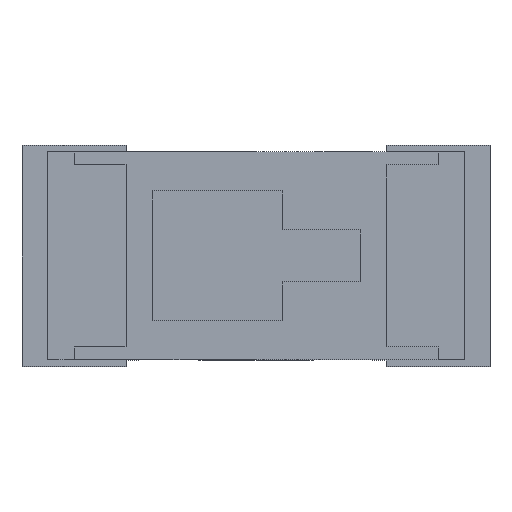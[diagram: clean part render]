
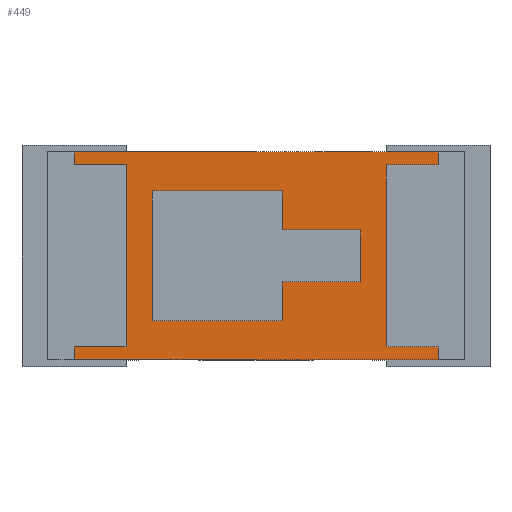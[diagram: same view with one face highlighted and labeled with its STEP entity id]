
A CAD part, top view. The second image highlights one B-rep face of the part: STEP entity #449.
In plain terms, the highlighted planar face has unit normal (0, 0, 1).
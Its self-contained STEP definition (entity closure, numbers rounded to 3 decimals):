
#417=FACE_BOUND('',#635,.T.);
#418=FACE_BOUND('',#636,.T.);
#449=ADVANCED_FACE('',(#417,#418),#514,.F.);
#514=PLANE('',#1694);
#635=EDGE_LOOP('',(#829,#830,#831,#832,#833,#834,#835,#836,#837,#838,#839,
#840));
#636=EDGE_LOOP('',(#841,#842,#843,#844,#845,#846,#847,#848));
#829=ORIENTED_EDGE('',*,*,#1277,.T.);
#830=ORIENTED_EDGE('',*,*,#1276,.T.);
#831=ORIENTED_EDGE('',*,*,#1265,.F.);
#832=ORIENTED_EDGE('',*,*,#1278,.F.);
#833=ORIENTED_EDGE('',*,*,#1279,.F.);
#834=ORIENTED_EDGE('',*,*,#1280,.F.);
#835=ORIENTED_EDGE('',*,*,#1281,.T.);
#836=ORIENTED_EDGE('',*,*,#1282,.T.);
#837=ORIENTED_EDGE('',*,*,#1230,.T.);
#838=ORIENTED_EDGE('',*,*,#1283,.F.);
#839=ORIENTED_EDGE('',*,*,#1284,.F.);
#840=ORIENTED_EDGE('',*,*,#1285,.F.);
#841=ORIENTED_EDGE('',*,*,#1286,.T.);
#842=ORIENTED_EDGE('',*,*,#1287,.T.);
#843=ORIENTED_EDGE('',*,*,#1288,.T.);
#844=ORIENTED_EDGE('',*,*,#1289,.T.);
#845=ORIENTED_EDGE('',*,*,#1290,.T.);
#846=ORIENTED_EDGE('',*,*,#1291,.T.);
#847=ORIENTED_EDGE('',*,*,#1292,.T.);
#848=ORIENTED_EDGE('',*,*,#1293,.T.);
#1105=VERTEX_POINT('',#2162);
#1106=VERTEX_POINT('',#2164);
#1131=VERTEX_POINT('',#2230);
#1132=VERTEX_POINT('',#2232);
#1139=VERTEX_POINT('',#2252);
#1140=VERTEX_POINT('',#2256);
#1141=VERTEX_POINT('',#2258);
#1142=VERTEX_POINT('',#2260);
#1143=VERTEX_POINT('',#2262);
#1144=VERTEX_POINT('',#2264);
#1145=VERTEX_POINT('',#2267);
#1146=VERTEX_POINT('',#2269);
#1147=VERTEX_POINT('',#2272);
#1148=VERTEX_POINT('',#2273);
#1149=VERTEX_POINT('',#2275);
#1150=VERTEX_POINT('',#2277);
#1151=VERTEX_POINT('',#2279);
#1152=VERTEX_POINT('',#2281);
#1153=VERTEX_POINT('',#2283);
#1154=VERTEX_POINT('',#2285);
#1230=EDGE_CURVE('',#1106,#1105,#1406,.T.);
#1265=EDGE_CURVE('',#1131,#1132,#1439,.T.);
#1276=EDGE_CURVE('',#1139,#1132,#1450,.T.);
#1277=EDGE_CURVE('',#1140,#1139,#1451,.T.);
#1278=EDGE_CURVE('',#1141,#1131,#1452,.T.);
#1279=EDGE_CURVE('',#1142,#1141,#1453,.T.);
#1280=EDGE_CURVE('',#1143,#1142,#1454,.T.);
#1281=EDGE_CURVE('',#1143,#1144,#1455,.T.);
#1282=EDGE_CURVE('',#1144,#1106,#1456,.T.);
#1283=EDGE_CURVE('',#1145,#1105,#1457,.T.);
#1284=EDGE_CURVE('',#1146,#1145,#1458,.T.);
#1285=EDGE_CURVE('',#1140,#1146,#1459,.T.);
#1286=EDGE_CURVE('',#1147,#1148,#1460,.T.);
#1287=EDGE_CURVE('',#1148,#1149,#1461,.T.);
#1288=EDGE_CURVE('',#1149,#1150,#1462,.T.);
#1289=EDGE_CURVE('',#1150,#1151,#1463,.T.);
#1290=EDGE_CURVE('',#1151,#1152,#1464,.T.);
#1291=EDGE_CURVE('',#1152,#1153,#1465,.T.);
#1292=EDGE_CURVE('',#1153,#1154,#1466,.T.);
#1293=EDGE_CURVE('',#1154,#1147,#1467,.T.);
#1406=LINE('',#2163,#1558);
#1439=LINE('',#2231,#1591);
#1450=LINE('',#2253,#1602);
#1451=LINE('',#2255,#1603);
#1452=LINE('',#2257,#1604);
#1453=LINE('',#2259,#1605);
#1454=LINE('',#2261,#1606);
#1455=LINE('',#2263,#1607);
#1456=LINE('',#2265,#1608);
#1457=LINE('',#2266,#1609);
#1458=LINE('',#2268,#1610);
#1459=LINE('',#2270,#1611);
#1460=LINE('',#2271,#1612);
#1461=LINE('',#2274,#1613);
#1462=LINE('',#2276,#1614);
#1463=LINE('',#2278,#1615);
#1464=LINE('',#2280,#1616);
#1465=LINE('',#2282,#1617);
#1466=LINE('',#2284,#1618);
#1467=LINE('',#2286,#1619);
#1558=VECTOR('',#1810,1.);
#1591=VECTOR('',#1861,1.);
#1602=VECTOR('',#1878,1.);
#1603=VECTOR('',#1881,1.);
#1604=VECTOR('',#1882,1.);
#1605=VECTOR('',#1883,1.);
#1606=VECTOR('',#1884,1.);
#1607=VECTOR('',#1885,1.);
#1608=VECTOR('',#1886,1.);
#1609=VECTOR('',#1887,1.);
#1610=VECTOR('',#1888,1.);
#1611=VECTOR('',#1889,1.);
#1612=VECTOR('',#1890,1.);
#1613=VECTOR('',#1891,1.);
#1614=VECTOR('',#1892,1.);
#1615=VECTOR('',#1893,1.);
#1616=VECTOR('',#1894,1.);
#1617=VECTOR('',#1895,1.);
#1618=VECTOR('',#1896,1.);
#1619=VECTOR('',#1897,1.);
#1694=AXIS2_PLACEMENT_3D('',#2287,#1898,#1899);
#1810=DIRECTION('',(1.,0.,0.));
#1861=DIRECTION('',(1.,0.,0.));
#1878=DIRECTION('',(0.,1.,0.));
#1881=DIRECTION('',(1.,0.,0.));
#1882=DIRECTION('',(0.,1.,0.));
#1883=DIRECTION('',(-1.,0.,0.));
#1884=DIRECTION('',(0.,1.,0.));
#1885=DIRECTION('',(-1.,0.,0.));
#1886=DIRECTION('',(0.,-1.,0.));
#1887=DIRECTION('',(0.,-1.,0.));
#1888=DIRECTION('',(1.,0.,0.));
#1889=DIRECTION('',(0.,-1.,0.));
#1890=DIRECTION('',(1.,0.,0.));
#1891=DIRECTION('',(0.,-1.,0.));
#1892=DIRECTION('',(1.,0.,0.));
#1893=DIRECTION('',(0.,-1.,0.));
#1894=DIRECTION('',(-1.,0.,0.));
#1895=DIRECTION('',(0.,-1.,0.));
#1896=DIRECTION('',(-1.,0.,0.));
#1897=DIRECTION('',(0.,1.,0.));
#1898=DIRECTION('',(0.,0.,-1.));
#1899=DIRECTION('',(0.,-1.,0.));
#2162=CARTESIAN_POINT('',(1.4,-0.8,0.346));
#2163=CARTESIAN_POINT('',(-1.4,-0.8,0.346));
#2164=CARTESIAN_POINT('',(-1.4,-0.8,0.346));
#2230=CARTESIAN_POINT('',(-1.4,0.8,0.346));
#2231=CARTESIAN_POINT('',(-1.4,0.8,0.346));
#2232=CARTESIAN_POINT('',(1.4,0.8,0.346));
#2252=CARTESIAN_POINT('',(1.4,0.7,0.346));
#2253=CARTESIAN_POINT('',(1.4,0.7,0.346));
#2255=CARTESIAN_POINT('',(1.,0.7,0.346));
#2256=CARTESIAN_POINT('',(1.,0.7,0.346));
#2257=CARTESIAN_POINT('',(-1.4,0.7,0.346));
#2258=CARTESIAN_POINT('',(-1.4,0.7,0.346));
#2259=CARTESIAN_POINT('',(-1.,0.7,0.346));
#2260=CARTESIAN_POINT('',(-1.,0.7,0.346));
#2261=CARTESIAN_POINT('',(-1.,-0.7,0.346));
#2262=CARTESIAN_POINT('',(-1.,-0.7,0.346));
#2263=CARTESIAN_POINT('',(-1.,-0.7,0.346));
#2264=CARTESIAN_POINT('',(-1.4,-0.7,0.346));
#2265=CARTESIAN_POINT('',(-1.4,-0.7,0.346));
#2266=CARTESIAN_POINT('',(1.4,-0.7,0.346));
#2267=CARTESIAN_POINT('',(1.4,-0.7,0.346));
#2268=CARTESIAN_POINT('',(1.,-0.7,0.346));
#2269=CARTESIAN_POINT('',(1.,-0.7,0.346));
#2270=CARTESIAN_POINT('',(1.,0.7,0.346));
#2271=CARTESIAN_POINT('',(-0.8,0.5,0.346));
#2272=CARTESIAN_POINT('',(-0.8,0.5,0.346));
#2273=CARTESIAN_POINT('',(0.2,0.5,0.346));
#2274=CARTESIAN_POINT('',(0.2,0.5,0.346));
#2275=CARTESIAN_POINT('',(0.2,0.2,0.346));
#2276=CARTESIAN_POINT('',(0.2,0.2,0.346));
#2277=CARTESIAN_POINT('',(0.8,0.2,0.346));
#2278=CARTESIAN_POINT('',(0.8,0.2,0.346));
#2279=CARTESIAN_POINT('',(0.8,-0.2,0.346));
#2280=CARTESIAN_POINT('',(0.8,-0.2,0.346));
#2281=CARTESIAN_POINT('',(0.2,-0.2,0.346));
#2282=CARTESIAN_POINT('',(0.2,-0.2,0.346));
#2283=CARTESIAN_POINT('',(0.2,-0.5,0.346));
#2284=CARTESIAN_POINT('',(0.2,-0.5,0.346));
#2285=CARTESIAN_POINT('',(-0.8,-0.5,0.346));
#2286=CARTESIAN_POINT('',(-0.8,-0.5,0.346));
#2287=CARTESIAN_POINT('',(-1.57,0.8,0.346));
